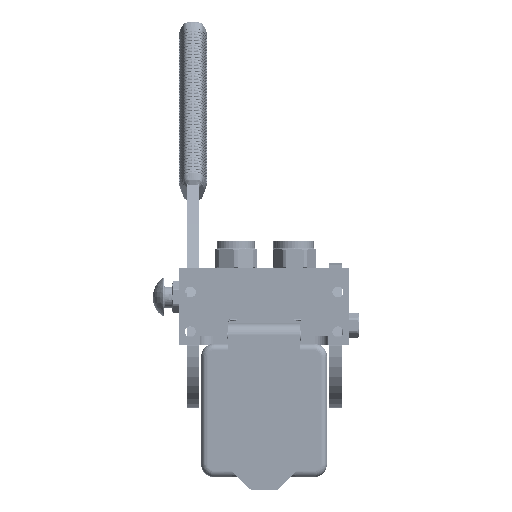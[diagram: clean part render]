
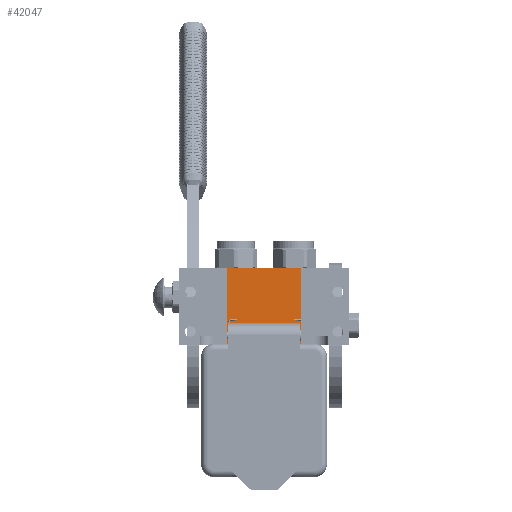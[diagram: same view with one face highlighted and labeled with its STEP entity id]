
A CAD part, left-side view. The second image highlights one B-rep face of the part: STEP entity #42047.
In plain terms, the highlighted face is planar.
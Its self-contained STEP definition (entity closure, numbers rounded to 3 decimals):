
#3766 = CARTESIAN_POINT ( 'NONE',  ( 29., 60.2, -107.5 ) ) ;
#5055 = LINE ( 'NONE', #70490, #110045 ) ;
#9845 = LINE ( 'NONE', #140595, #152776 ) ;
#11811 = VECTOR ( 'NONE', #172282, 1000. ) ;
#19078 = DIRECTION ( 'NONE',  ( 0., 1., 0. ) ) ;
#20685 = VERTEX_POINT ( 'NONE', #3766 ) ;
#28540 = EDGE_LOOP ( 'NONE', ( #53956, #122200, #80302, #85644 ) ) ;
#31510 = CARTESIAN_POINT ( 'NONE',  ( 29., 0., -107.5 ) ) ;
#35213 = EDGE_CURVE ( 'NONE', #67754, #93184, #160941, .T. ) ;
#37908 = DIRECTION ( 'NONE',  ( 0., 0., -1. ) ) ;
#42047 = ADVANCED_FACE ( 'NONE', ( #67703 ), #90802, .T. ) ;
#46019 = EDGE_CURVE ( 'NONE', #93184, #72312, #9845, .T. ) ;
#53956 = ORIENTED_EDGE ( 'NONE', *, *, #46019, .T. ) ;
#67703 = FACE_OUTER_BOUND ( 'NONE', #28540, .T. ) ;
#67754 = VERTEX_POINT ( 'NONE', #172165 ) ;
#70490 = CARTESIAN_POINT ( 'NONE',  ( 29., 60.2, -107.5 ) ) ;
#72312 = VERTEX_POINT ( 'NONE', #118242 ) ;
#80302 = ORIENTED_EDGE ( 'NONE', *, *, #95951, .F. ) ;
#85644 = ORIENTED_EDGE ( 'NONE', *, *, #35213, .T. ) ;
#90802 = PLANE ( 'NONE',  #132397 ) ;
#93184 = VERTEX_POINT ( 'NONE', #129505 ) ;
#95951 = EDGE_CURVE ( 'NONE', #67754, #20685, #163783, .T. ) ;
#96965 = DIRECTION ( 'NONE',  ( -1., 0., 0. ) ) ;
#101767 = EDGE_CURVE ( 'NONE', #20685, #72312, #5055, .T. ) ;
#110045 = VECTOR ( 'NONE', #96965, 1000. ) ;
#116109 = DIRECTION ( 'NONE',  ( -1., 0., 0. ) ) ;
#118242 = CARTESIAN_POINT ( 'NONE',  ( -29., 60.2, -107.5 ) ) ;
#122200 = ORIENTED_EDGE ( 'NONE', *, *, #101767, .F. ) ;
#128085 = VECTOR ( 'NONE', #155428, 1000. ) ;
#129505 = CARTESIAN_POINT ( 'NONE',  ( -29., 0., -107.5 ) ) ;
#132397 = AXIS2_PLACEMENT_3D ( 'NONE', #171235, #37908, #116109 ) ;
#140595 = CARTESIAN_POINT ( 'NONE',  ( -29., 0., -107.5 ) ) ;
#142990 = CARTESIAN_POINT ( 'NONE',  ( 29., 0., -107.5 ) ) ;
#152776 = VECTOR ( 'NONE', #19078, 1000. ) ;
#155428 = DIRECTION ( 'NONE',  ( 0., 1., 0. ) ) ;
#160941 = LINE ( 'NONE', #142990, #11811 ) ;
#163783 = LINE ( 'NONE', #31510, #128085 ) ;
#171235 = CARTESIAN_POINT ( 'NONE',  ( 29., 0., -107.5 ) ) ;
#172165 = CARTESIAN_POINT ( 'NONE',  ( 29., 0., -107.5 ) ) ;
#172282 = DIRECTION ( 'NONE',  ( -1., 0., 0. ) ) ;
